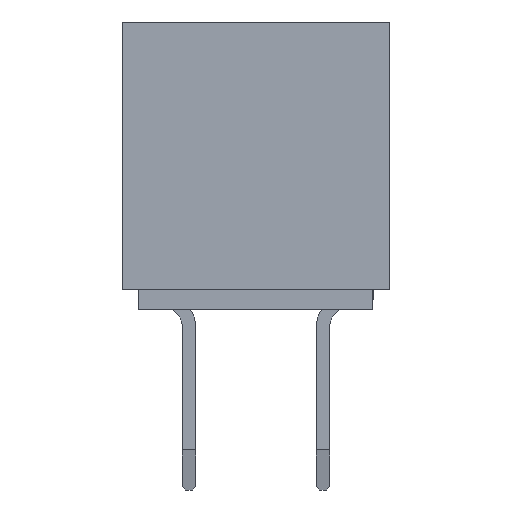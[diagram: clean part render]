
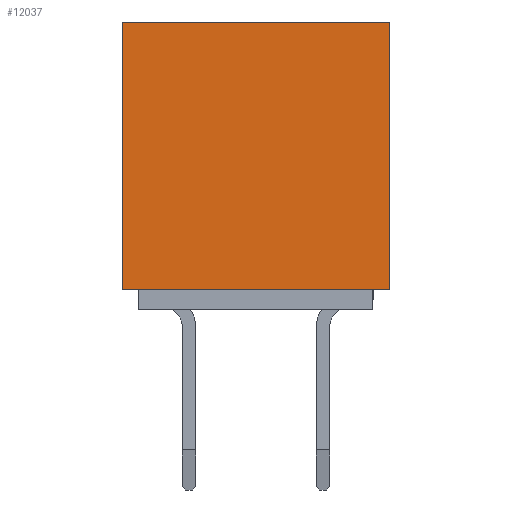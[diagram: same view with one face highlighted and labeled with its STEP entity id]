
A CAD part, left-side view. The second image highlights one B-rep face of the part: STEP entity #12037.
In plain terms, the highlighted planar face has unit normal (-1, 0, 0).
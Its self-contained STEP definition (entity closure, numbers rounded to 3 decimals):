
#854=ORIENTED_EDGE('',*,*,#4302,.T.);
#855=ORIENTED_EDGE('',*,*,#4303,.T.);
#856=ORIENTED_EDGE('',*,*,#3826,.T.);
#857=ORIENTED_EDGE('',*,*,#4304,.F.);
#3826=EDGE_CURVE('',#5567,#5565,#6652,.T.);
#4302=EDGE_CURVE('',#6010,#6011,#7128,.T.);
#4303=EDGE_CURVE('',#6011,#5567,#7129,.T.);
#4304=EDGE_CURVE('',#6010,#5565,#7130,.T.);
#5565=VERTEX_POINT('',#16742);
#5567=VERTEX_POINT('',#16745);
#6010=VERTEX_POINT('',#17728);
#6011=VERTEX_POINT('',#17729);
#6652=LINE('',#16744,#8316);
#7128=LINE('',#17727,#8792);
#7129=LINE('',#17730,#8793);
#7130=LINE('',#17731,#8794);
#8316=VECTOR('',#13495,1000.);
#8792=VECTOR('',#14099,1000.);
#8793=VECTOR('',#14100,1000.);
#8794=VECTOR('',#14101,1000.);
#10004=EDGE_LOOP('',(#854,#855,#856,#857));
#10728=FACE_BOUND('',#10004,.T.);
#11420=PLANE('',#12723);
#12037=ADVANCED_FACE('',(#10728),#11420,.T.);
#12723=AXIS2_PLACEMENT_3D('',#17726,#14097,#14098);
#13495=DIRECTION('',(0.,1.,0.));
#14097=DIRECTION('',(-1.,0.,0.));
#14098=DIRECTION('',(0.,0.,1.));
#14099=DIRECTION('',(0.,-1.,0.));
#14100=DIRECTION('',(0.,0.,1.));
#14101=DIRECTION('',(0.,0.,1.));
#16742=CARTESIAN_POINT('',(-16.3,2.,2.15));
#16744=CARTESIAN_POINT('',(-16.3,-2.,2.15));
#16745=CARTESIAN_POINT('',(-16.3,-2.,2.15));
#17726=CARTESIAN_POINT('',(-16.3,-2.,-2.15));
#17727=CARTESIAN_POINT('',(-16.3,2.,-1.85));
#17728=CARTESIAN_POINT('',(-16.3,2.,-1.85));
#17729=CARTESIAN_POINT('',(-16.3,-2.,-1.85));
#17730=CARTESIAN_POINT('',(-16.3,-2.,-2.15));
#17731=CARTESIAN_POINT('',(-16.3,2.,-2.15));
